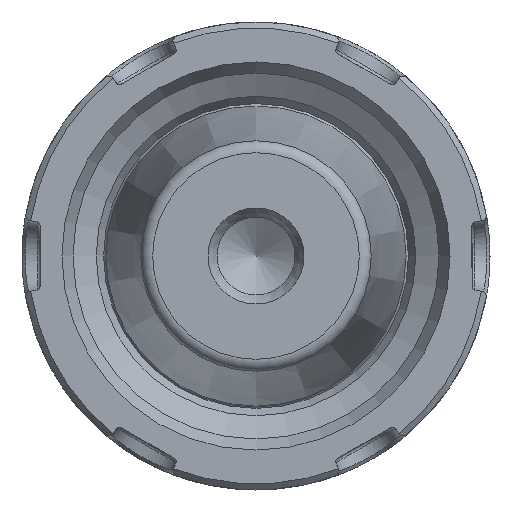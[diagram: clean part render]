
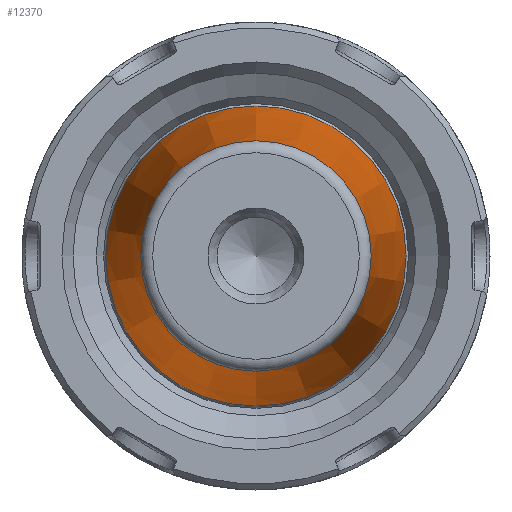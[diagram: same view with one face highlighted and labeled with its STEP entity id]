
A CAD part, left-side view. The second image highlights one B-rep face of the part: STEP entity #12370.
In plain terms, the highlighted conical face has half-angle 8 degrees and reference radius 12.5 mm.
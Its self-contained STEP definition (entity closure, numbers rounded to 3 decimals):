
#780 = CARTESIAN_POINT ( 'NONE',  ( -20.639, 0., 0. ) ) ;
#2480 = VERTEX_POINT ( 'NONE', #4977 ) ;
#2749 = EDGE_LOOP ( 'NONE', ( #9347 ) ) ;
#2943 = CARTESIAN_POINT ( 'NONE',  ( 0., 0., 0. ) ) ;
#4515 = FACE_BOUND ( 'NONE', #9266, .T. ) ;
#4977 = CARTESIAN_POINT ( 'NONE',  ( -20.639, 0., -9.599 ) ) ;
#5097 = AXIS2_PLACEMENT_3D ( 'NONE', #13437, #6715, #5593 ) ;
#5593 = DIRECTION ( 'NONE',  ( 0., 0., -1. ) ) ;
#6715 = DIRECTION ( 'NONE',  ( 1., 0., 0. ) ) ;
#6935 = AXIS2_PLACEMENT_3D ( 'NONE', #2943, #9639, #8440 ) ;
#7317 = EDGE_CURVE ( 'NONE', #2480, #2480, #11404, .T. ) ;
#7997 = FACE_OUTER_BOUND ( 'NONE', #2749, .T. ) ;
#8440 = DIRECTION ( 'NONE',  ( 0., 0., -1. ) ) ;
#9266 = EDGE_LOOP ( 'NONE', ( #12114 ) ) ;
#9347 = ORIENTED_EDGE ( 'NONE', *, *, #9676, .F. ) ;
#9639 = DIRECTION ( 'NONE',  ( 1., 0., 0. ) ) ;
#9661 = DIRECTION ( 'NONE',  ( 0., 0., -1. ) ) ;
#9676 = EDGE_CURVE ( 'NONE', #11338, #11338, #10684, .T. ) ;
#10624 = CONICAL_SURFACE ( 'NONE', #5097, 12.5, 0.14 ) ;
#10684 = CIRCLE ( 'NONE', #6935, 12.5 ) ;
#11147 = AXIS2_PLACEMENT_3D ( 'NONE', #780, #12778, #9661 ) ;
#11338 = VERTEX_POINT ( 'NONE', #12777 ) ;
#11404 = CIRCLE ( 'NONE', #11147, 9.599 ) ;
#12114 = ORIENTED_EDGE ( 'NONE', *, *, #7317, .T. ) ;
#12370 = ADVANCED_FACE ( 'NONE', ( #4515, #7997 ), #10624, .T. ) ;
#12777 = CARTESIAN_POINT ( 'NONE',  ( 0., 0., -12.5 ) ) ;
#12778 = DIRECTION ( 'NONE',  ( 1., 0., 0. ) ) ;
#13437 = CARTESIAN_POINT ( 'NONE',  ( 0., 0., 0. ) ) ;
